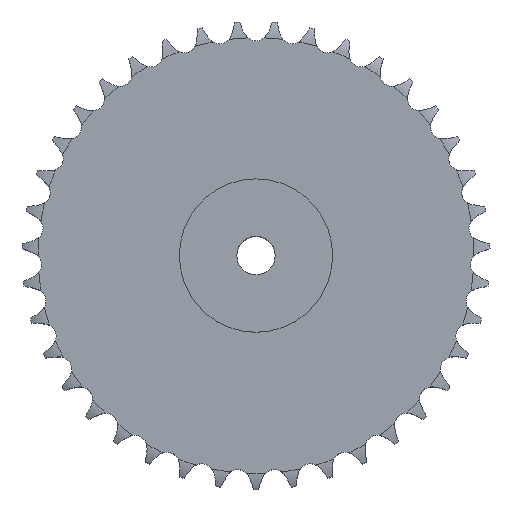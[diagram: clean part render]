
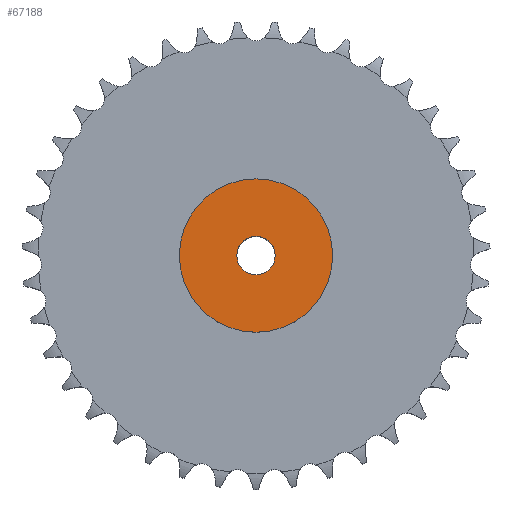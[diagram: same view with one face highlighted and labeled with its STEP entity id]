
A CAD part, top view. The second image highlights one B-rep face of the part: STEP entity #67188.
In plain terms, the highlighted planar face has unit normal (0, 0, 1).
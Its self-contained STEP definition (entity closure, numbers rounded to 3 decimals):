
#36070 = CYLINDRICAL_SURFACE('',#36071,20.);
#36071 = AXIS2_PLACEMENT_3D('',#36072,#36073,#36074);
#36072 = CARTESIAN_POINT('',(0.,0.,742.513));
#36073 = DIRECTION('',(0.,0.,1.));
#36074 = DIRECTION('',(1.,0.,0.));
#46095 = EDGE_CURVE('',#46096,#46096,#46098,.T.);
#46096 = VERTEX_POINT('',#46097);
#46097 = CARTESIAN_POINT('',(20.,0.,150.));
#46098 = SURFACE_CURVE('',#46099,(#46104,#46111),.PCURVE_S1.);
#46099 = CIRCLE('',#46100,20.);
#46100 = AXIS2_PLACEMENT_3D('',#46101,#46102,#46103);
#46101 = CARTESIAN_POINT('',(0.,0.,150.));
#46102 = DIRECTION('',(0.,0.,1.));
#46103 = DIRECTION('',(1.,0.,0.));
#46104 = PCURVE('',#36070,#46105);
#46105 = DEFINITIONAL_REPRESENTATION('',(#46106),#46110);
#46106 = LINE('',#46107,#46108);
#46107 = CARTESIAN_POINT('',(0.,-592.513));
#46108 = VECTOR('',#46109,1.);
#46109 = DIRECTION('',(1.,0.));
#46110 = ( GEOMETRIC_REPRESENTATION_CONTEXT(2) 
PARAMETRIC_REPRESENTATION_CONTEXT() REPRESENTATION_CONTEXT('2D SPACE',''
  ) );
#46111 = PCURVE('',#46112,#46117);
#46112 = PLANE('',#46113);
#46113 = AXIS2_PLACEMENT_3D('',#46114,#46115,#46116);
#46114 = CARTESIAN_POINT('',(0.,0.,150.
    ));
#46115 = DIRECTION('',(0.,0.,1.));
#46116 = DIRECTION('',(1.,0.,0.));
#46117 = DEFINITIONAL_REPRESENTATION('',(#46118),#46122);
#46118 = CIRCLE('',#46119,20.);
#46119 = AXIS2_PLACEMENT_2D('',#46120,#46121);
#46120 = CARTESIAN_POINT('',(0.,0.));
#46121 = DIRECTION('',(1.,0.));
#46122 = ( GEOMETRIC_REPRESENTATION_CONTEXT(2) 
PARAMETRIC_REPRESENTATION_CONTEXT() REPRESENTATION_CONTEXT('2D SPACE',''
  ) );
#67188 = ADVANCED_FACE('',(#67189,#67220),#46112,.T.);
#67189 = FACE_BOUND('',#67190,.T.);
#67190 = EDGE_LOOP('',(#67191));
#67191 = ORIENTED_EDGE('',*,*,#67192,.T.);
#67192 = EDGE_CURVE('',#67193,#67193,#67195,.T.);
#67193 = VERTEX_POINT('',#67194);
#67194 = CARTESIAN_POINT('',(80.,0.,150.));
#67195 = SURFACE_CURVE('',#67196,(#67201,#67208),.PCURVE_S1.);
#67196 = CIRCLE('',#67197,80.);
#67197 = AXIS2_PLACEMENT_3D('',#67198,#67199,#67200);
#67198 = CARTESIAN_POINT('',(0.,0.,150.));
#67199 = DIRECTION('',(0.,0.,1.));
#67200 = DIRECTION('',(1.,0.,0.));
#67201 = PCURVE('',#46112,#67202);
#67202 = DEFINITIONAL_REPRESENTATION('',(#67203),#67207);
#67203 = CIRCLE('',#67204,80.);
#67204 = AXIS2_PLACEMENT_2D('',#67205,#67206);
#67205 = CARTESIAN_POINT('',(0.,0.));
#67206 = DIRECTION('',(1.,0.));
#67207 = ( GEOMETRIC_REPRESENTATION_CONTEXT(2) 
PARAMETRIC_REPRESENTATION_CONTEXT() REPRESENTATION_CONTEXT('2D SPACE',''
  ) );
#67208 = PCURVE('',#67209,#67214);
#67209 = CYLINDRICAL_SURFACE('',#67210,80.);
#67210 = AXIS2_PLACEMENT_3D('',#67211,#67212,#67213);
#67211 = CARTESIAN_POINT('',(0.,0.,0.));
#67212 = DIRECTION('',(-0.,-0.,-1.));
#67213 = DIRECTION('',(1.,0.,0.));
#67214 = DEFINITIONAL_REPRESENTATION('',(#67215),#67219);
#67215 = LINE('',#67216,#67217);
#67216 = CARTESIAN_POINT('',(-0.,-150.));
#67217 = VECTOR('',#67218,1.);
#67218 = DIRECTION('',(-1.,0.));
#67219 = ( GEOMETRIC_REPRESENTATION_CONTEXT(2) 
PARAMETRIC_REPRESENTATION_CONTEXT() REPRESENTATION_CONTEXT('2D SPACE',''
  ) );
#67220 = FACE_BOUND('',#67221,.T.);
#67221 = EDGE_LOOP('',(#67222));
#67222 = ORIENTED_EDGE('',*,*,#46095,.F.);
